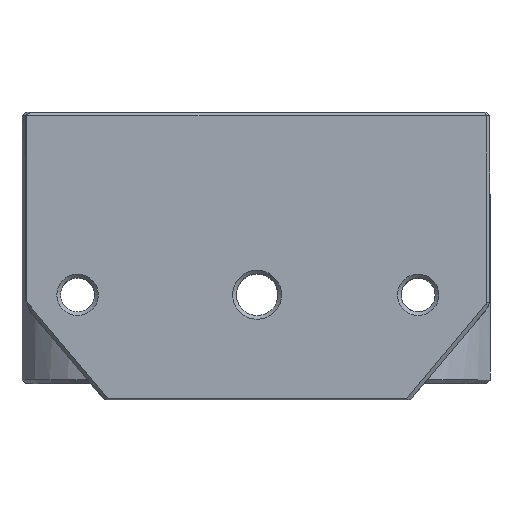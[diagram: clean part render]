
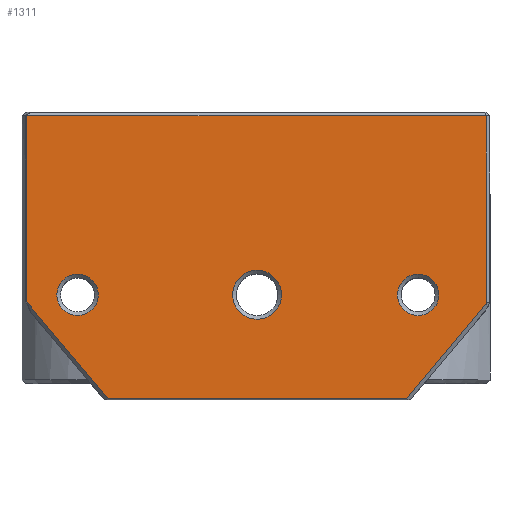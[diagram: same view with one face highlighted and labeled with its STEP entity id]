
A CAD part, top view. The second image highlights one B-rep face of the part: STEP entity #1311.
In plain terms, the highlighted planar face has unit normal (0, 0, 1).
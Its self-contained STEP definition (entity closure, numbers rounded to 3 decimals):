
#23=FACE_BOUND('',#218,.T.);
#24=FACE_BOUND('',#219,.T.);
#25=FACE_BOUND('',#220,.T.);
#77=CIRCLE('',#1416,2.25);
#78=CIRCLE('',#1417,2.659);
#79=CIRCLE('',#1418,2.25);
#140=FACE_OUTER_BOUND('',#217,.T.);
#217=EDGE_LOOP('',(#1024,#1025,#1026,#1027,#1028,#1029));
#218=EDGE_LOOP('',(#1030));
#219=EDGE_LOOP('',(#1031));
#220=EDGE_LOOP('',(#1032));
#318=LINE('',#2053,#442);
#369=LINE('',#2205,#493);
#370=LINE('',#2207,#494);
#371=LINE('',#2209,#495);
#372=LINE('',#2211,#496);
#373=LINE('',#2212,#497);
#442=VECTOR('',#1538,10.);
#493=VECTOR('',#1665,10.);
#494=VECTOR('',#1666,10.);
#495=VECTOR('',#1667,10.);
#496=VECTOR('',#1668,10.);
#497=VECTOR('',#1669,10.);
#569=VERTEX_POINT('',#2050);
#570=VERTEX_POINT('',#2052);
#609=VERTEX_POINT('',#2204);
#610=VERTEX_POINT('',#2206);
#611=VERTEX_POINT('',#2208);
#612=VERTEX_POINT('',#2210);
#613=VERTEX_POINT('',#2213);
#614=VERTEX_POINT('',#2215);
#615=VERTEX_POINT('',#2217);
#693=EDGE_CURVE('',#569,#570,#318,.T.);
#762=EDGE_CURVE('',#609,#569,#369,.T.);
#763=EDGE_CURVE('',#610,#609,#370,.T.);
#764=EDGE_CURVE('',#611,#610,#371,.T.);
#765=EDGE_CURVE('',#612,#611,#372,.T.);
#766=EDGE_CURVE('',#570,#612,#373,.T.);
#767=EDGE_CURVE('',#613,#613,#77,.T.);
#768=EDGE_CURVE('',#614,#614,#78,.T.);
#769=EDGE_CURVE('',#615,#615,#79,.T.);
#1024=ORIENTED_EDGE('',*,*,#693,.F.);
#1025=ORIENTED_EDGE('',*,*,#762,.F.);
#1026=ORIENTED_EDGE('',*,*,#763,.F.);
#1027=ORIENTED_EDGE('',*,*,#764,.F.);
#1028=ORIENTED_EDGE('',*,*,#765,.F.);
#1029=ORIENTED_EDGE('',*,*,#766,.F.);
#1030=ORIENTED_EDGE('',*,*,#767,.F.);
#1031=ORIENTED_EDGE('',*,*,#768,.F.);
#1032=ORIENTED_EDGE('',*,*,#769,.F.);
#1255=PLANE('',#1415);
#1311=ADVANCED_FACE('',(#140,#23,#24,#25),#1255,.F.);
#1415=AXIS2_PLACEMENT_3D('',#2203,#1663,#1664);
#1416=AXIS2_PLACEMENT_3D('',#2214,#1670,#1671);
#1417=AXIS2_PLACEMENT_3D('',#2216,#1672,#1673);
#1418=AXIS2_PLACEMENT_3D('',#2218,#1674,#1675);
#1538=DIRECTION('',(1.,0.,0.));
#1663=DIRECTION('center_axis',(0.,0.,
-1.));
#1664=DIRECTION('ref_axis',(0.,-1.,0.));
#1665=DIRECTION('',(0.,1.,0.));
#1666=DIRECTION('',(-0.643,0.766,0.));
#1667=DIRECTION('',(-1.,0.,0.));
#1668=DIRECTION('',(-0.643,-0.766,0.));
#1669=DIRECTION('',(0.,-1.,0.));
#1670=DIRECTION('center_axis',(0.,0.,
1.));
#1671=DIRECTION('ref_axis',(-1.,0.,0.));
#1672=DIRECTION('center_axis',(0.,0.,
1.));
#1673=DIRECTION('ref_axis',(-1.,0.,0.));
#1674=DIRECTION('center_axis',(0.,0.,
1.));
#1675=DIRECTION('ref_axis',(-1.,0.,0.));
#2050=CARTESIAN_POINT('',(122.873,-111.318,117.664));
#2052=CARTESIAN_POINT('',(172.799,-111.318,117.664));
#2053=CARTESIAN_POINT('',(147.835,-111.318,117.664));
#2203=CARTESIAN_POINT('Origin',(147.895,-127.899,117.664));
#2204=CARTESIAN_POINT('',(122.873,-131.54,117.664));
#2205=CARTESIAN_POINT('',(122.873,-123.649,117.664));
#2206=CARTESIAN_POINT('',(131.7,-142.059,117.664));
#2207=CARTESIAN_POINT('',(127.099,-136.576,117.664));
#2208=CARTESIAN_POINT('',(164.134,-142.059,117.664));
#2209=CARTESIAN_POINT('',(151.987,-142.059,117.664));
#2210=CARTESIAN_POINT('',(172.799,-131.732,117.664));
#2211=CARTESIAN_POINT('',(166.56,-139.168,117.664));
#2212=CARTESIAN_POINT('',(172.799,-134.149,117.664));
#2213=CARTESIAN_POINT('',(130.637,-130.774,117.664));
#2214=CARTESIAN_POINT('Origin',(128.387,-130.774,117.664));
#2215=CARTESIAN_POINT('',(150.553,-130.759,117.664));
#2216=CARTESIAN_POINT('Origin',(147.895,-130.759,117.664));
#2217=CARTESIAN_POINT('',(167.637,-130.774,117.664));
#2218=CARTESIAN_POINT('Origin',(165.387,-130.774,117.664));
